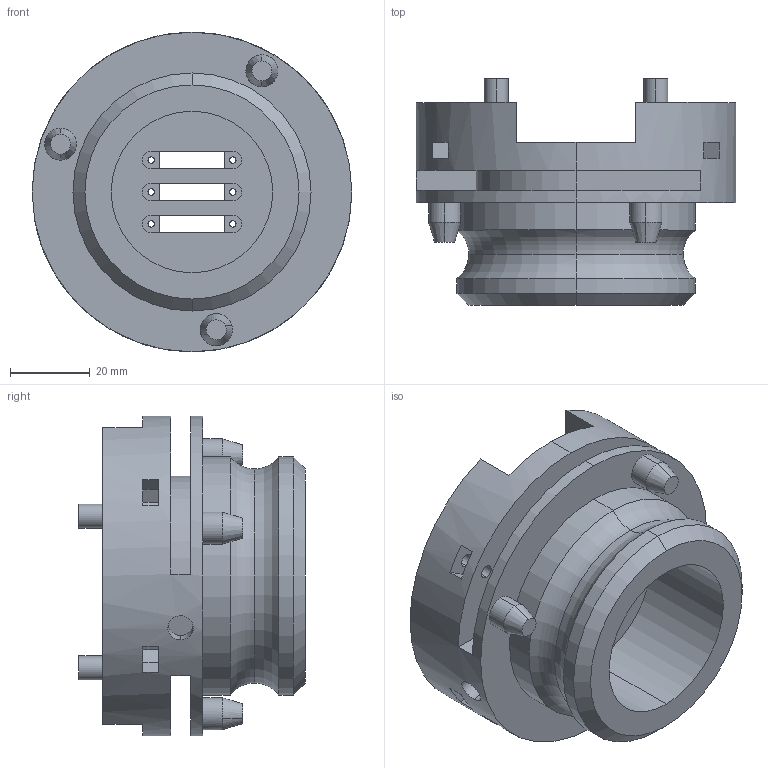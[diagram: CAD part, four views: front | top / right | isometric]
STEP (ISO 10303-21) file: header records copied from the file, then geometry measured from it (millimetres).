
FILE_DESCRIPTION (( 'STEP AP214' ), '1' );
FILE_NAME ('BIg_gripper_tool_attachment.STEP', '2025-07-26T17:56:11', ( '' ), ( '' ), 'SwSTEP 2.0', 'SolidWorks 2023', '' );
FILE_SCHEMA (( 'AUTOMOTIVE_DESIGN' ));
Length unit declared in the file: millimetre
Products named in the file (1): BIg_gripper_tool_attachment
Bounding box: 80 x 56.7 x 80 mm (x, y, z)
Volume: 121270.6 mm3; surface area: 33737 mm2
Topology: 1 solids, 1 shells, 164 faces, 406 edges, 264 vertices
Faces by surface type: plane 76, cylinder 68, cone 14, torus 4, bspline 2
Entity records: 5159 total; most frequent: CARTESIAN_POINT 1035, DIRECTION 894, ORIENTED_EDGE 812, EDGE_CURVE 406, AXIS2_PLACEMENT_3D 335, VERTEX_POINT 264, LINE 224, VECTOR 224
